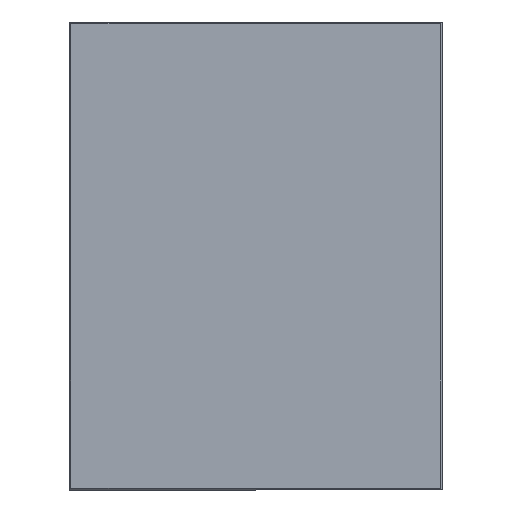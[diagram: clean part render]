
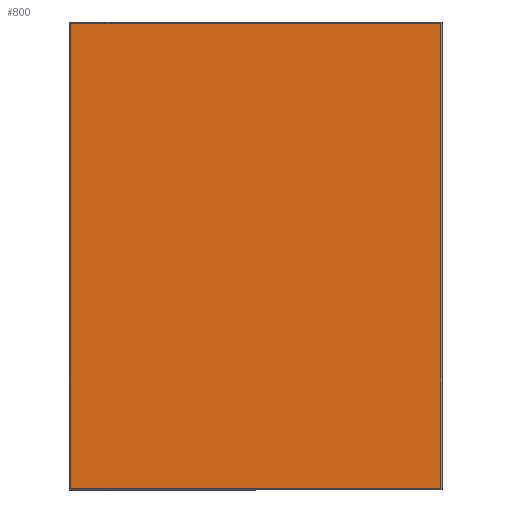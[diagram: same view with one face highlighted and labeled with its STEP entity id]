
A CAD part, left-side view. The second image highlights one B-rep face of the part: STEP entity #800.
In plain terms, the highlighted planar face has unit normal (-1, 0, 0).
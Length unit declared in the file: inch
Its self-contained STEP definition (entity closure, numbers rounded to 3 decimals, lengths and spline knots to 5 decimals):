
#47 = VERTEX_POINT ( 'NONE', #214 ) ;
#48 = CARTESIAN_POINT ( 'NONE',  ( -9.91, 0., -2.1205 ) ) ;
#51 = AXIS2_PLACEMENT_3D ( 'NONE', #251, #697, #1150 ) ;
#70 = EDGE_CURVE ( 'NONE', #47, #464, #653, .T. ) ;
#71 = FACE_OUTER_BOUND ( 'NONE', #1012, .T. ) ;
#118 = LINE ( 'NONE', #48, #421 ) ;
#131 = VERTEX_POINT ( 'NONE', #616 ) ;
#214 = CARTESIAN_POINT ( 'NONE',  ( -9.91, 1.69007, 2.12344 ) ) ;
#234 = LINE ( 'NONE', #1177, #1172 ) ;
#251 = CARTESIAN_POINT ( 'NONE',  ( -9.91, 0., 0. ) ) ;
#320 = ORIENTED_EDGE ( 'NONE', *, *, #70, .T. ) ;
#329 = DIRECTION ( 'NONE',  ( 0., 0., 1. ) ) ;
#372 = CARTESIAN_POINT ( 'NONE',  ( -9.91, -1.6875, 2.12344 ) ) ;
#421 = VECTOR ( 'NONE', #1132, 39.37008 ) ;
#464 = VERTEX_POINT ( 'NONE', #472 ) ;
#472 = CARTESIAN_POINT ( 'NONE',  ( -9.91, 1.69007, -2.1205 ) ) ;
#535 = DIRECTION ( 'NONE',  ( 0., 1., 0. ) ) ;
#590 = CARTESIAN_POINT ( 'NONE',  ( -9.91, 1.69007, -2.1405 ) ) ;
#616 = CARTESIAN_POINT ( 'NONE',  ( -9.91, -1.6875, -2.1205 ) ) ;
#638 = EDGE_CURVE ( 'NONE', #464, #131, #118, .T. ) ;
#653 = LINE ( 'NONE', #590, #947 ) ;
#679 = DIRECTION ( 'NONE',  ( 0., 0., -1. ) ) ;
#697 = DIRECTION ( 'NONE',  ( -1., 0., 0. ) ) ;
#754 = ORIENTED_EDGE ( 'NONE', *, *, #898, .T. ) ;
#789 = EDGE_CURVE ( 'NONE', #131, #1020, #837, .T. ) ;
#797 = PLANE ( 'NONE',  #51 ) ;
#800 = ADVANCED_FACE ( 'NONE', ( #71 ), #797, .T. ) ;
#837 = LINE ( 'NONE', #882, #1042 ) ;
#882 = CARTESIAN_POINT ( 'NONE',  ( -9.91, -1.6875, 0. ) ) ;
#898 = EDGE_CURVE ( 'NONE', #1020, #47, #234, .T. ) ;
#947 = VECTOR ( 'NONE', #679, 39.37008 ) ;
#992 = ORIENTED_EDGE ( 'NONE', *, *, #638, .T. ) ;
#1012 = EDGE_LOOP ( 'NONE', ( #320, #992, #1128, #754 ) ) ;
#1020 = VERTEX_POINT ( 'NONE', #372 ) ;
#1042 = VECTOR ( 'NONE', #329, 39.37008 ) ;
#1128 = ORIENTED_EDGE ( 'NONE', *, *, #789, .T. ) ;
#1132 = DIRECTION ( 'NONE',  ( 0., -1., 0. ) ) ;
#1150 = DIRECTION ( 'NONE',  ( 0., 0., 1. ) ) ;
#1172 = VECTOR ( 'NONE', #535, 39.37008 ) ;
#1177 = CARTESIAN_POINT ( 'NONE',  ( -9.91, 1.7075, 2.12344 ) ) ;
